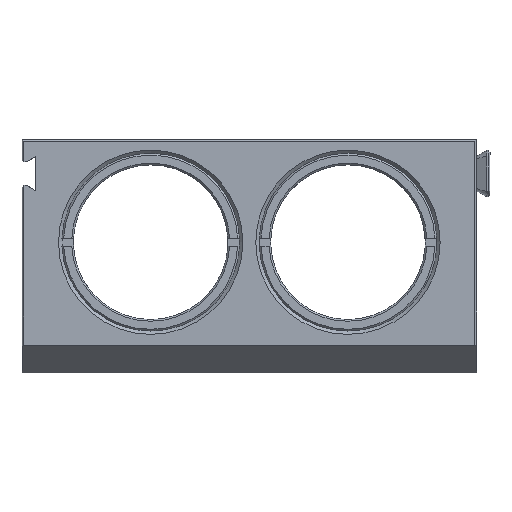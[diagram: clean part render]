
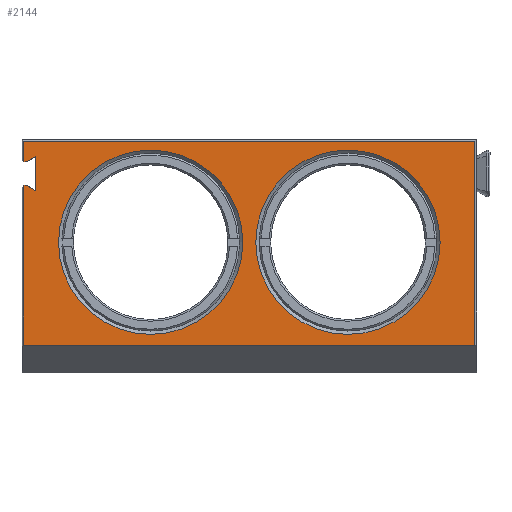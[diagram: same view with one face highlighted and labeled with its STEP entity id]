
A CAD part, top view. The second image highlights one B-rep face of the part: STEP entity #2144.
In plain terms, the highlighted planar face has unit normal (0, 0, 1).
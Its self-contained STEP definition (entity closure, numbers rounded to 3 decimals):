
#9 = CARTESIAN_POINT ( 'NONE',  ( -4.789, -0.853, 57.023 ) ) ;
#67 = AXIS2_PLACEMENT_3D ( 'NONE', #9, #1158, #2289 ) ;
#88 = DIRECTION ( 'NONE',  ( -1., 0., 0. ) ) ;
#150 = CARTESIAN_POINT ( 'NONE',  ( -19.394, 11.04, 57.023 ) ) ;
#174 = PLANE ( 'NONE',  #3452 ) ;
#192 = EDGE_LOOP ( 'NONE', ( #850 ) ) ;
#204 = CARTESIAN_POINT ( 'NONE',  ( -51.017, -0.853, 57.023 ) ) ;
#219 = VERTEX_POINT ( 'NONE', #2349 ) ;
#285 = EDGE_CURVE ( 'NONE', #999, #1243, #3238, .T. ) ;
#321 = VECTOR ( 'NONE', #2221, 1000. ) ;
#413 = ORIENTED_EDGE ( 'NONE', *, *, #1060, .T. ) ;
#443 = FACE_OUTER_BOUND ( 'NONE', #573, .T. ) ;
#499 = DIRECTION ( 'NONE',  ( 1., 0., 0. ) ) ;
#517 = DIRECTION ( 'NONE',  ( 1., 0., 0. ) ) ;
#573 = EDGE_LOOP ( 'NONE', ( #3520, #1780, #2496, #413, #2887, #1281, #1783, #1518, #3370, #2567 ) ) ;
#614 = CIRCLE ( 'NONE', #67, 13.644 ) ;
#720 = EDGE_CURVE ( 'NONE', #1431, #1243, #2702, .T. ) ;
#812 = VERTEX_POINT ( 'NONE', #2820 ) ;
#850 = ORIENTED_EDGE ( 'NONE', *, *, #2218, .T. ) ;
#999 = VERTEX_POINT ( 'NONE', #2859 ) ;
#1005 = CARTESIAN_POINT ( 'NONE',  ( -33.999, -0.853, 57.023 ) ) ;
#1006 = DIRECTION ( 'NONE',  ( 0., -1., 0. ) ) ;
#1007 = DIRECTION ( 'NONE',  ( -0.866, -0.5, 0. ) ) ;
#1031 = VECTOR ( 'NONE', #2194, 1000. ) ;
#1060 = EDGE_CURVE ( 'NONE', #812, #219, #2107, .T. ) ;
#1125 = DIRECTION ( 'NONE',  ( 0., -1., 0. ) ) ;
#1158 = DIRECTION ( 'NONE',  ( 0., 0., -1. ) ) ;
#1220 = EDGE_CURVE ( 'NONE', #2656, #3672, #2269, .T. ) ;
#1243 = VERTEX_POINT ( 'NONE', #1346 ) ;
#1281 = ORIENTED_EDGE ( 'NONE', *, *, #2219, .T. ) ;
#1315 = EDGE_LOOP ( 'NONE', ( #1398 ) ) ;
#1323 = CARTESIAN_POINT ( 'NONE',  ( 14.007, -0.853, 57.023 ) ) ;
#1327 = AXIS2_PLACEMENT_3D ( 'NONE', #1005, #3584, #499 ) ;
#1346 = CARTESIAN_POINT ( 'NONE',  ( -52.414, 11.04, 57.023 ) ) ;
#1360 = FACE_BOUND ( 'NONE', #192, .T. ) ;
#1388 = CIRCLE ( 'NONE', #1327, 13.645 ) ;
#1398 = ORIENTED_EDGE ( 'NONE', *, *, #2371, .T. ) ;
#1431 = VERTEX_POINT ( 'NONE', #2559 ) ;
#1457 = VECTOR ( 'NONE', #2526, 1000. ) ;
#1518 = ORIENTED_EDGE ( 'NONE', *, *, #3548, .T. ) ;
#1533 = VERTEX_POINT ( 'NONE', #2981 ) ;
#1561 = CARTESIAN_POINT ( 'NONE',  ( 14.007, 14.133, 57.023 ) ) ;
#1577 = VECTOR ( 'NONE', #1125, 1000. ) ;
#1600 = CARTESIAN_POINT ( 'NONE',  ( -20.354, -0.853, 57.023 ) ) ;
#1603 = LINE ( 'NONE', #1323, #1031 ) ;
#1645 = LINE ( 'NONE', #204, #1457 ) ;
#1671 = VERTEX_POINT ( 'NONE', #3312 ) ;
#1685 = LINE ( 'NONE', #3319, #321 ) ;
#1761 = LINE ( 'NONE', #3136, #2456 ) ;
#1780 = ORIENTED_EDGE ( 'NONE', *, *, #3593, .T. ) ;
#1783 = ORIENTED_EDGE ( 'NONE', *, *, #1220, .T. ) ;
#1794 = VECTOR ( 'NONE', #1007, 1000. ) ;
#1858 = CARTESIAN_POINT ( 'NONE',  ( 8.856, -0.853, 57.023 ) ) ;
#1884 = CARTESIAN_POINT ( 'NONE',  ( -32.799, 22.365, 57.023 ) ) ;
#1980 = CARTESIAN_POINT ( 'NONE',  ( -52.795, -0.853, 57.023 ) ) ;
#2107 = LINE ( 'NONE', #3283, #3627 ) ;
#2144 = ADVANCED_FACE ( 'NONE', ( #443, #1360, #2469 ), #174, .T. ) ;
#2160 = LINE ( 'NONE', #2414, #2805 ) ;
#2174 = VERTEX_POINT ( 'NONE', #1600 ) ;
#2189 = EDGE_CURVE ( 'NONE', #219, #1533, #2160, .T. ) ;
#2194 = DIRECTION ( 'NONE',  ( 0., 1., 0. ) ) ;
#2197 = DIRECTION ( 'NONE',  ( -1., 0., 0. ) ) ;
#2218 = EDGE_CURVE ( 'NONE', #2174, #2174, #1388, .T. ) ;
#2219 = EDGE_CURVE ( 'NONE', #1533, #2656, #1603, .T. ) ;
#2221 = DIRECTION ( 'NONE',  ( -0.866, 0.5, 0. ) ) ;
#2269 = LINE ( 'NONE', #2803, #2497 ) ;
#2289 = DIRECTION ( 'NONE',  ( 1., 0., 0. ) ) ;
#2314 = VERTEX_POINT ( 'NONE', #3111 ) ;
#2347 = CARTESIAN_POINT ( 'NONE',  ( -52.795, 14.133, 57.023 ) ) ;
#2349 = CARTESIAN_POINT ( 'NONE',  ( -52.795, -16.093, 57.023 ) ) ;
#2371 = EDGE_CURVE ( 'NONE', #3276, #3276, #614, .T. ) ;
#2414 = CARTESIAN_POINT ( 'NONE',  ( -19.394, -16.093, 57.023 ) ) ;
#2431 = CARTESIAN_POINT ( 'NONE',  ( -19.394, -0.853, 57.023 ) ) ;
#2456 = VECTOR ( 'NONE', #88, 1000. ) ;
#2469 = FACE_BOUND ( 'NONE', #1315, .T. ) ;
#2496 = ORIENTED_EDGE ( 'NONE', *, *, #3314, .T. ) ;
#2497 = VECTOR ( 'NONE', #2197, 1000. ) ;
#2526 = DIRECTION ( 'NONE',  ( 0., 1., 0. ) ) ;
#2559 = CARTESIAN_POINT ( 'NONE',  ( -52.795, 11.04, 57.023 ) ) ;
#2567 = ORIENTED_EDGE ( 'NONE', *, *, #285, .F. ) ;
#2656 = VERTEX_POINT ( 'NONE', #1561 ) ;
#2702 = LINE ( 'NONE', #150, #3633 ) ;
#2758 = DIRECTION ( 'NONE',  ( 1., 0., 0. ) ) ;
#2803 = CARTESIAN_POINT ( 'NONE',  ( -19.394, 14.133, 57.023 ) ) ;
#2805 = VECTOR ( 'NONE', #517, 1000. ) ;
#2820 = CARTESIAN_POINT ( 'NONE',  ( -52.795, 7.573, 57.023 ) ) ;
#2859 = CARTESIAN_POINT ( 'NONE',  ( -51.017, 11.847, 57.023 ) ) ;
#2887 = ORIENTED_EDGE ( 'NONE', *, *, #2189, .T. ) ;
#2981 = CARTESIAN_POINT ( 'NONE',  ( 14.007, -16.093, 57.023 ) ) ;
#3016 = DIRECTION ( 'NONE',  ( 1., 0., 0. ) ) ;
#3111 = CARTESIAN_POINT ( 'NONE',  ( -51.017, 6.767, 57.023 ) ) ;
#3136 = CARTESIAN_POINT ( 'NONE',  ( -19.394, 7.573, 57.023 ) ) ;
#3238 = LINE ( 'NONE', #1884, #1794 ) ;
#3276 = VERTEX_POINT ( 'NONE', #1858 ) ;
#3283 = CARTESIAN_POINT ( 'NONE',  ( -52.795, -0.853, 57.023 ) ) ;
#3312 = CARTESIAN_POINT ( 'NONE',  ( -52.414, 7.573, 57.023 ) ) ;
#3314 = EDGE_CURVE ( 'NONE', #1671, #812, #1761, .T. ) ;
#3319 = CARTESIAN_POINT ( 'NONE',  ( -51.017, 6.767, 57.023 ) ) ;
#3370 = ORIENTED_EDGE ( 'NONE', *, *, #720, .T. ) ;
#3375 = LINE ( 'NONE', #1980, #1577 ) ;
#3452 = AXIS2_PLACEMENT_3D ( 'NONE', #2431, #3618, #3016 ) ;
#3520 = ORIENTED_EDGE ( 'NONE', *, *, #3524, .F. ) ;
#3524 = EDGE_CURVE ( 'NONE', #2314, #999, #1645, .T. ) ;
#3548 = EDGE_CURVE ( 'NONE', #3672, #1431, #3375, .T. ) ;
#3584 = DIRECTION ( 'NONE',  ( 0., 0., -1. ) ) ;
#3593 = EDGE_CURVE ( 'NONE', #2314, #1671, #1685, .T. ) ;
#3618 = DIRECTION ( 'NONE',  ( 0., 0., 1. ) ) ;
#3627 = VECTOR ( 'NONE', #1006, 1000. ) ;
#3633 = VECTOR ( 'NONE', #2758, 1000. ) ;
#3672 = VERTEX_POINT ( 'NONE', #2347 ) ;
